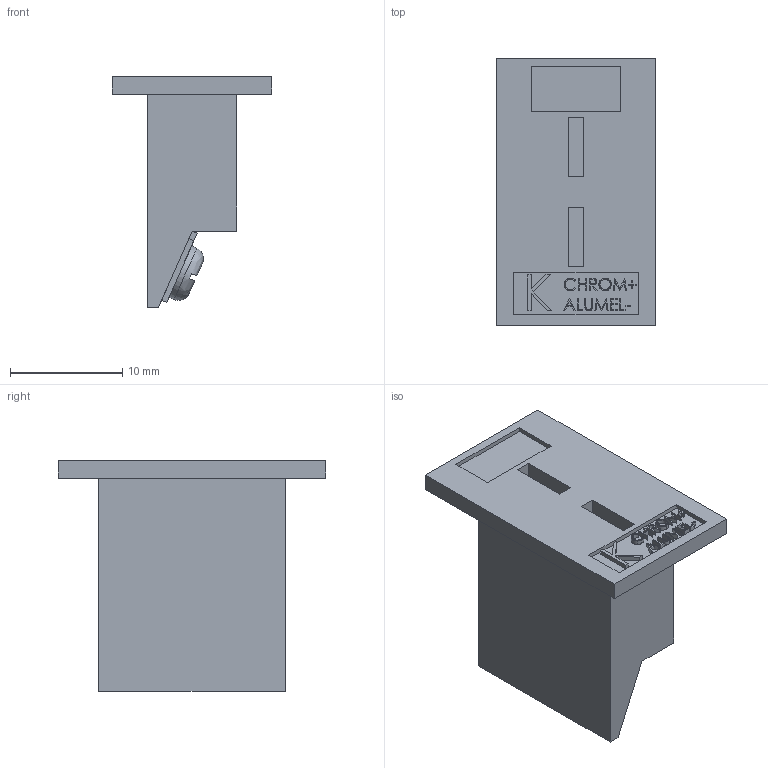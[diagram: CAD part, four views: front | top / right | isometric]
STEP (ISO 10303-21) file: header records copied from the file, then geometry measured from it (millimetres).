
FILE_DESCRIPTION (( 'STEP AP214' ), '1' );
FILE_NAME ('MPJ-K-F.STEP', '2018-05-25T20:22:11', ( 'Olympus Controls' ), ( 'Olympus Controls' ), 'SwSTEP 2.0', 'SolidWorks 2017', '' );
FILE_SCHEMA (( 'AUTOMOTIVE_DESIGN' ));
Length unit declared in the file: millimetre
Products named in the file (1): MPJ-K-F
Bounding box: 14.2 x 23.8 x 20.58 mm (x, y, z)
Volume: 2372.6 mm3; surface area: 1970.8 mm2
Topology: 1 solids, 1 shells, 274 faces, 724 edges, 480 vertices
Faces by surface type: plane 233, bspline 33, cylinder 8
Entity records: 12726 total; most frequent: CARTESIAN_POINT 3776, ORIENTED_EDGE 1448, DIRECTION 1158, EDGE_CURVE 724, VECTOR 610, LINE 610, VERTEX_POINT 480, EDGE_LOOP 302
